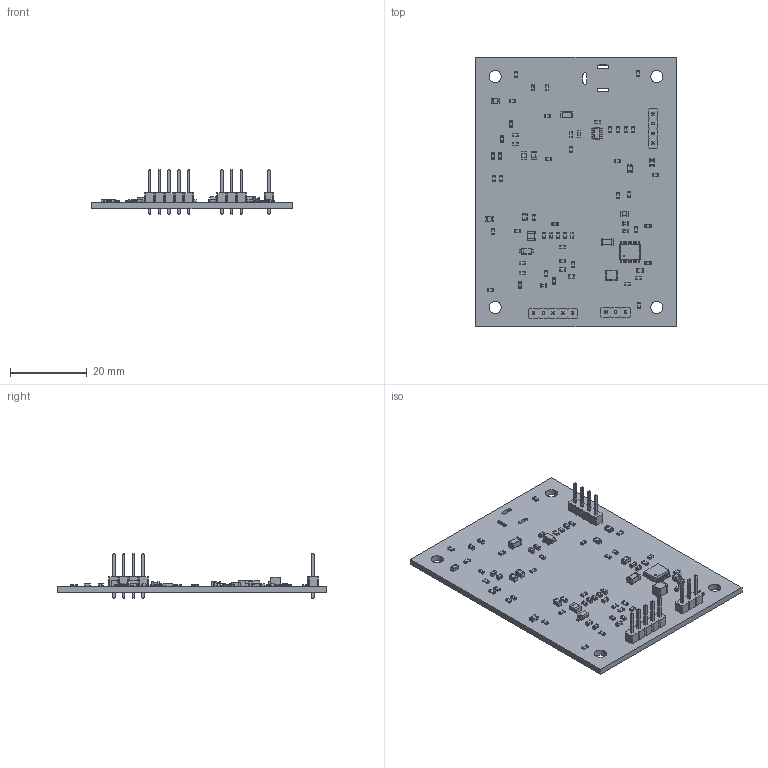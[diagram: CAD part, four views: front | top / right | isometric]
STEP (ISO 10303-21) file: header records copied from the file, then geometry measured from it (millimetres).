
FILE_DESCRIPTION(('KiCad electronic assembly'),'2;1');
FILE_NAME('plaqchek_power.step','2025-01-15T19:51:05',('Pcbnew'),( 'Kicad'),'Open CASCADE STEP processor 7.6','KiCad to STEP converter' ,'Unknown');
FILE_SCHEMA(('AUTOMOTIVE_DESIGN { 1 0 10303 214 1 1 1 1 }'));
Length unit declared in the file: millimetre
Products named in the file (28): plaqchek_power 1; PinHeader_1x05_P2.54mm_Vertical; SOLID; C_0603_1608Metric; C_0805_2012Metric; R_0603_1608Metric; D_0805_2012Metric; L_1008_2520Metric; D_SOD-123; PinHeader_1x04_P2.54mm_Vertical; C_1206_3216Metric; TSSOP-16-1EP_4.4x5mm_Pitch0.65mm_EP3.4x5mm; L_1210_3225Metric; SOT-23-6; PinHeader_1x03_P2.54mm_Vertical; plaqchek_power PCB
Assembly tree (89 placements, depth 3):
  plaqchek_power 1
    PinHeader_1x05_P2.54mm_Vertical
      SOLID
    C_0603_1608Metric  x19
      SOLID
    C_0805_2012Metric  x5
      SOLID
    R_0603_1608Metric  x37
      SOLID
    D_0805_2012Metric  x4
      SOLID
    L_1008_2520Metric
      SOLID
    D_SOD-123
      SOLID
    PinHeader_1x04_P2.54mm_Vertical
      SOLID
    C_1206_3216Metric  x2
      SOLID
    TSSOP-16-1EP_4.4x5mm_Pitch0.65mm_EP3.4x5mm
      SOLID
    L_1210_3225Metric
      SOLID
    SOT-23-6
      SOLID
    PinHeader_1x03_P2.54mm_Vertical
      SOLID
    plaqchek_power PCB
Bounding box: 52 x 70 x 11.54 mm (x, y, z)
Volume: 6051.4 mm3; surface area: 8987.9 mm2
Topology: 76 solids, 76 shells, 2763 faces, 7159 edges, 4634 vertices
Faces by surface type: plane 1866, cylinder 801, bspline 96
Full cylindrical faces by diameter (mm): 0.4 x1, 1 x12, 3.2 x4
Entity records: 76046 total; most frequent: CARTESIAN_POINT 13691, DIRECTION 10175, LINE 7113, VECTOR 7113, ORIENTED_EDGE 5462, PCURVE 5462, DEFINITIONAL_REPRESENTATION 5462, EDGE_CURVE 2731
